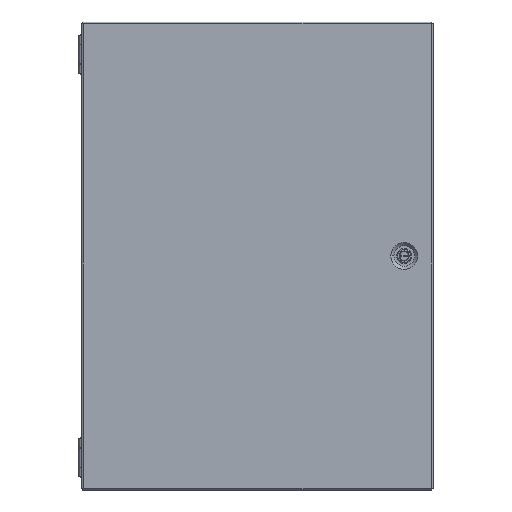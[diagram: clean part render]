
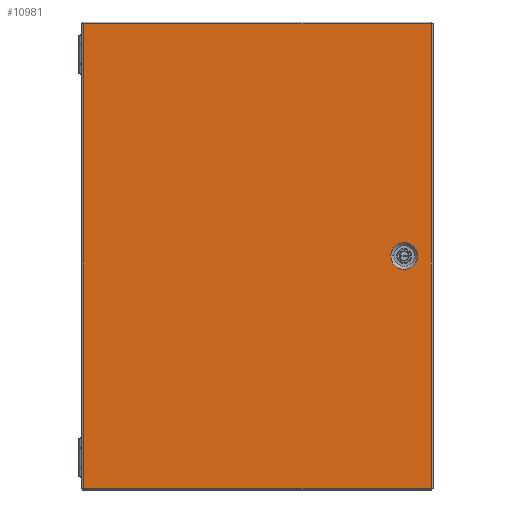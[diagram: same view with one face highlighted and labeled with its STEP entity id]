
A CAD part, top view. The second image highlights one B-rep face of the part: STEP entity #10981.
In plain terms, the highlighted planar face has unit normal (0, 0, 1).
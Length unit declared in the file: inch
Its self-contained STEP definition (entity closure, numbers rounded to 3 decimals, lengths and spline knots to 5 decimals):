
#1069 = LINE ( 'NONE', #24785, #19654 ) ;
#1239 = DIRECTION ( 'NONE',  ( 1., 0., 0. ) ) ;
#1593 = EDGE_LOOP ( 'NONE', ( #1843, #26854 ) ) ;
#1843 = ORIENTED_EDGE ( 'NONE', *, *, #13210, .T. ) ;
#2077 = EDGE_LOOP ( 'NONE', ( #26787, #14553, #10719, #10666 ) ) ;
#2730 = CARTESIAN_POINT ( 'NONE',  ( 9.0425, 12.1045, 6.118 ) ) ;
#2880 = LINE ( 'NONE', #17458, #25772 ) ;
#3611 = VERTEX_POINT ( 'NONE', #21599 ) ;
#3946 = DIRECTION ( 'NONE',  ( 0., 0., -1. ) ) ;
#3973 = VECTOR ( 'NONE', #22153, 39.37008 ) ;
#4827 = DIRECTION ( 'NONE',  ( 1., 0., 0. ) ) ;
#5576 = CIRCLE ( 'NONE', #17114, 0.69489 ) ;
#5872 = CARTESIAN_POINT ( 'NONE',  ( 9.0425, -12.1035, 6.118 ) ) ;
#6788 = CARTESIAN_POINT ( 'NONE',  ( 9.0425, -12.1035, 6.118 ) ) ;
#7309 = DIRECTION ( 'NONE',  ( -1., 0., 0. ) ) ;
#7391 = AXIS2_PLACEMENT_3D ( 'NONE', #5872, #14915, #10464 ) ;
#7962 = EDGE_CURVE ( 'NONE', #10878, #24808, #23559, .T. ) ;
#7984 = VERTEX_POINT ( 'NONE', #2730 ) ;
#8378 = FACE_BOUND ( 'NONE', #1593, .T. ) ;
#9247 = CARTESIAN_POINT ( 'NONE',  ( 9.0425, -12.1035, 6.118 ) ) ;
#9327 = EDGE_CURVE ( 'NONE', #7984, #10878, #1069, .T. ) ;
#10464 = DIRECTION ( 'NONE',  ( 1., 0., 0. ) ) ;
#10666 = ORIENTED_EDGE ( 'NONE', *, *, #15958, .T. ) ;
#10719 = ORIENTED_EDGE ( 'NONE', *, *, #18516, .T. ) ;
#10878 = VERTEX_POINT ( 'NONE', #20611 ) ;
#10981 = ADVANCED_FACE ( 'NONE', ( #8378, #23374 ), #25165, .T. ) ;
#11223 = VECTOR ( 'NONE', #19408, 39.37008 ) ;
#11713 = CIRCLE ( 'NONE', #22330, 0.69489 ) ;
#12822 = DIRECTION ( 'NONE',  ( 1., 0., 0. ) ) ;
#13210 = EDGE_CURVE ( 'NONE', #18591, #3611, #5576, .T. ) ;
#14553 = ORIENTED_EDGE ( 'NONE', *, *, #7962, .T. ) ;
#14915 = DIRECTION ( 'NONE',  ( 0., 0., 1. ) ) ;
#15626 = LINE ( 'NONE', #9247, #3973 ) ;
#15958 = EDGE_CURVE ( 'NONE', #18018, #7984, #15626, .T. ) ;
#17114 = AXIS2_PLACEMENT_3D ( 'NONE', #26600, #20791, #1239 ) ;
#17321 = CARTESIAN_POINT ( 'NONE',  ( -9.0855, -12.1035, 6.118 ) ) ;
#17458 = CARTESIAN_POINT ( 'NONE',  ( 9.0425, -12.1035, 6.118 ) ) ;
#18018 = VERTEX_POINT ( 'NONE', #6788 ) ;
#18516 = EDGE_CURVE ( 'NONE', #24808, #18018, #2880, .T. ) ;
#18591 = VERTEX_POINT ( 'NONE', #24629 ) ;
#19408 = DIRECTION ( 'NONE',  ( 0., -1., 0. ) ) ;
#19654 = VECTOR ( 'NONE', #7309, 39.37008 ) ;
#20611 = CARTESIAN_POINT ( 'NONE',  ( -9.0855, 12.1045, 6.118 ) ) ;
#20791 = DIRECTION ( 'NONE',  ( 0., 0., -1. ) ) ;
#21599 = CARTESIAN_POINT ( 'NONE',  ( 6.93361, 0.0005, 6.118 ) ) ;
#22153 = DIRECTION ( 'NONE',  ( 0., 1., 0. ) ) ;
#22330 = AXIS2_PLACEMENT_3D ( 'NONE', #22970, #3946, #12822 ) ;
#22970 = CARTESIAN_POINT ( 'NONE',  ( 7.6285, 0.0005, 6.118 ) ) ;
#23374 = FACE_OUTER_BOUND ( 'NONE', #2077, .T. ) ;
#23559 = LINE ( 'NONE', #17321, #11223 ) ;
#24243 = EDGE_CURVE ( 'NONE', #3611, #18591, #11713, .T. ) ;
#24629 = CARTESIAN_POINT ( 'NONE',  ( 8.32339, 0.0005, 6.118 ) ) ;
#24785 = CARTESIAN_POINT ( 'NONE',  ( 9.0425, 12.1045, 6.118 ) ) ;
#24800 = CARTESIAN_POINT ( 'NONE',  ( -9.0855, -12.1035, 6.118 ) ) ;
#24808 = VERTEX_POINT ( 'NONE', #24800 ) ;
#25165 = PLANE ( 'NONE',  #7391 ) ;
#25772 = VECTOR ( 'NONE', #4827, 39.37008 ) ;
#26600 = CARTESIAN_POINT ( 'NONE',  ( 7.6285, 0.0005, 6.118 ) ) ;
#26787 = ORIENTED_EDGE ( 'NONE', *, *, #9327, .T. ) ;
#26854 = ORIENTED_EDGE ( 'NONE', *, *, #24243, .T. ) ;
